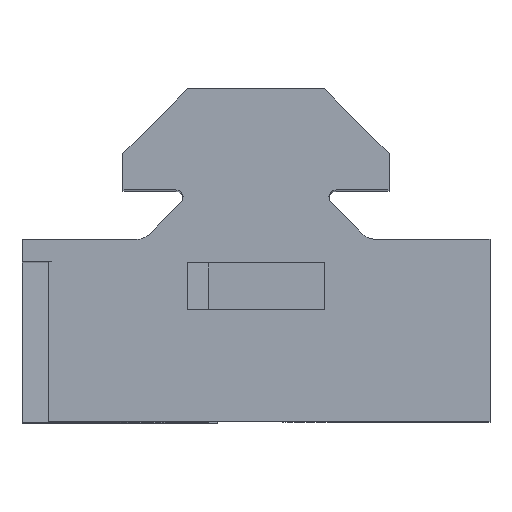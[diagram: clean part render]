
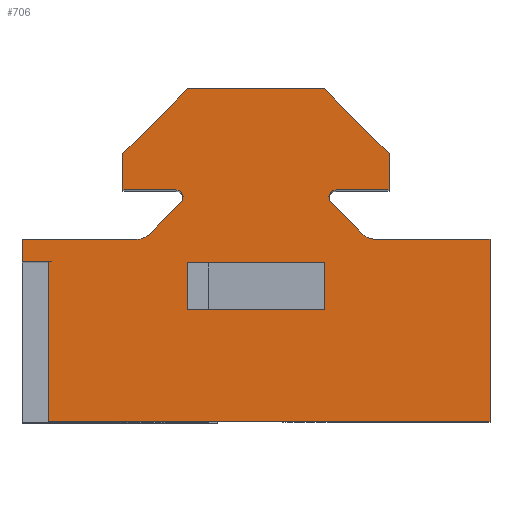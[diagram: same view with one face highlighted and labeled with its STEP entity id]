
A CAD part, top view. The second image highlights one B-rep face of the part: STEP entity #706.
In plain terms, the highlighted planar face has unit normal (0, 0, 1).
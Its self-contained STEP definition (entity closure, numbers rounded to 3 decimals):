
#32=FACE_BOUND('',#133,.T.);
#47=CIRCLE('',#756,0.707);
#48=CIRCLE('',#759,0.3);
#49=CIRCLE('',#768,0.3);
#50=CIRCLE('',#771,0.881);
#87=FACE_OUTER_BOUND('',#132,.T.);
#132=EDGE_LOOP('',(#618,#619,#620,#621,#622,#623,#624,#625,#626,#627,#628,
#629,#630,#631,#632,#633,#634,#635,#636,#637));
#133=EDGE_LOOP('',(#638,#639,#640,#641));
#140=LINE('',#982,#218);
#142=LINE('',#988,#220);
#145=LINE('',#994,#223);
#148=LINE('',#1000,#226);
#155=LINE('',#1033,#233);
#164=LINE('',#1051,#242);
#180=LINE('',#1091,#258);
#184=LINE('',#1098,#262);
#185=LINE('',#1102,#263);
#188=LINE('',#1110,#266);
#191=LINE('',#1118,#269);
#193=LINE('',#1122,#271);
#195=LINE('',#1126,#273);
#197=LINE('',#1130,#275);
#199=LINE('',#1134,#277);
#201=LINE('',#1138,#279);
#203=LINE('',#1142,#281);
#206=LINE('',#1150,#284);
#209=LINE('',#1158,#287);
#211=LINE('',#1161,#289);
#218=VECTOR('',#788,10.);
#220=VECTOR('',#794,10.);
#223=VECTOR('',#799,10.);
#226=VECTOR('',#806,10.);
#233=VECTOR('',#843,10.);
#242=VECTOR('',#856,10.);
#258=VECTOR('',#884,10.);
#262=VECTOR('',#892,10.);
#263=VECTOR('',#897,10.);
#266=VECTOR('',#906,10.);
#269=VECTOR('',#915,10.);
#271=VECTOR('',#919,10.);
#273=VECTOR('',#923,10.);
#275=VECTOR('',#927,10.);
#277=VECTOR('',#931,10.);
#279=VECTOR('',#935,10.);
#281=VECTOR('',#939,10.);
#284=VECTOR('',#948,10.);
#287=VECTOR('',#957,10.);
#289=VECTOR('',#961,10.);
#295=VERTEX_POINT('',#979);
#296=VERTEX_POINT('',#981);
#298=VERTEX_POINT('',#987);
#300=VERTEX_POINT('',#993);
#310=VERTEX_POINT('',#1029);
#312=VERTEX_POINT('',#1032);
#319=VERTEX_POINT('',#1050);
#337=VERTEX_POINT('',#1090);
#338=VERTEX_POINT('',#1096);
#339=VERTEX_POINT('',#1101);
#340=VERTEX_POINT('',#1105);
#341=VERTEX_POINT('',#1109);
#342=VERTEX_POINT('',#1113);
#343=VERTEX_POINT('',#1117);
#344=VERTEX_POINT('',#1121);
#345=VERTEX_POINT('',#1125);
#346=VERTEX_POINT('',#1129);
#347=VERTEX_POINT('',#1133);
#348=VERTEX_POINT('',#1137);
#349=VERTEX_POINT('',#1141);
#350=VERTEX_POINT('',#1145);
#351=VERTEX_POINT('',#1149);
#352=VERTEX_POINT('',#1153);
#353=VERTEX_POINT('',#1157);
#360=EDGE_CURVE('',#296,#295,#140,.T.);
#363=EDGE_CURVE('',#298,#296,#142,.T.);
#366=EDGE_CURVE('',#300,#298,#145,.T.);
#370=EDGE_CURVE('',#295,#300,#148,.T.);
#385=EDGE_CURVE('',#312,#310,#155,.T.);
#394=EDGE_CURVE('',#319,#312,#164,.T.);
#414=EDGE_CURVE('',#337,#319,#180,.T.);
#418=EDGE_CURVE('',#310,#338,#184,.T.);
#419=EDGE_CURVE('',#339,#337,#185,.T.);
#421=EDGE_CURVE('',#340,#339,#47,.T.);
#423=EDGE_CURVE('',#341,#340,#188,.T.);
#425=EDGE_CURVE('',#342,#341,#48,.T.);
#427=EDGE_CURVE('',#343,#342,#191,.T.);
#429=EDGE_CURVE('',#344,#343,#193,.T.);
#431=EDGE_CURVE('',#345,#344,#195,.T.);
#433=EDGE_CURVE('',#346,#345,#197,.T.);
#435=EDGE_CURVE('',#347,#346,#199,.T.);
#437=EDGE_CURVE('',#348,#347,#201,.T.);
#439=EDGE_CURVE('',#349,#348,#203,.T.);
#441=EDGE_CURVE('',#350,#349,#49,.T.);
#443=EDGE_CURVE('',#351,#350,#206,.T.);
#445=EDGE_CURVE('',#352,#351,#50,.T.);
#447=EDGE_CURVE('',#353,#352,#209,.T.);
#449=EDGE_CURVE('',#338,#353,#211,.T.);
#618=ORIENTED_EDGE('',*,*,#385,.T.);
#619=ORIENTED_EDGE('',*,*,#418,.T.);
#620=ORIENTED_EDGE('',*,*,#449,.T.);
#621=ORIENTED_EDGE('',*,*,#447,.T.);
#622=ORIENTED_EDGE('',*,*,#445,.T.);
#623=ORIENTED_EDGE('',*,*,#443,.T.);
#624=ORIENTED_EDGE('',*,*,#441,.T.);
#625=ORIENTED_EDGE('',*,*,#439,.T.);
#626=ORIENTED_EDGE('',*,*,#437,.T.);
#627=ORIENTED_EDGE('',*,*,#435,.T.);
#628=ORIENTED_EDGE('',*,*,#433,.T.);
#629=ORIENTED_EDGE('',*,*,#431,.T.);
#630=ORIENTED_EDGE('',*,*,#429,.T.);
#631=ORIENTED_EDGE('',*,*,#427,.T.);
#632=ORIENTED_EDGE('',*,*,#425,.T.);
#633=ORIENTED_EDGE('',*,*,#423,.T.);
#634=ORIENTED_EDGE('',*,*,#421,.T.);
#635=ORIENTED_EDGE('',*,*,#419,.T.);
#636=ORIENTED_EDGE('',*,*,#414,.T.);
#637=ORIENTED_EDGE('',*,*,#394,.T.);
#638=ORIENTED_EDGE('',*,*,#360,.T.);
#639=ORIENTED_EDGE('',*,*,#370,.T.);
#640=ORIENTED_EDGE('',*,*,#366,.T.);
#641=ORIENTED_EDGE('',*,*,#363,.T.);
#669=PLANE('',#775);
#706=ADVANCED_FACE('',(#87,#32),#669,.T.);
#756=AXIS2_PLACEMENT_3D('',#1106,#901,#902);
#759=AXIS2_PLACEMENT_3D('',#1114,#910,#911);
#768=AXIS2_PLACEMENT_3D('',#1146,#943,#944);
#771=AXIS2_PLACEMENT_3D('',#1154,#952,#953);
#775=AXIS2_PLACEMENT_3D('',#1163,#964,#965);
#788=DIRECTION('',(-1.,0.,0.));
#794=DIRECTION('',(0.,-1.,0.));
#799=DIRECTION('',(1.,0.,0.));
#806=DIRECTION('',(0.,1.,0.));
#843=DIRECTION('',(0.,-1.,0.));
#856=DIRECTION('',(1.,0.,0.));
#884=DIRECTION('',(0.,-1.,0.));
#892=DIRECTION('',(1.,0.,0.));
#897=DIRECTION('',(-1.,0.,0.));
#901=DIRECTION('center_axis',(0.,0.,-1.));
#902=DIRECTION('ref_axis',(0.,-1.,0.));
#906=DIRECTION('',(-0.707,-0.707,0.));
#910=DIRECTION('center_axis',(0.,0.,-1.));
#911=DIRECTION('ref_axis',(0.707,-0.707,0.));
#915=DIRECTION('',(1.,0.,0.));
#919=DIRECTION('',(0.,-1.,0.));
#923=DIRECTION('',(-0.707,-0.707,0.));
#927=DIRECTION('',(-1.,0.,0.));
#931=DIRECTION('',(-0.707,0.707,0.));
#935=DIRECTION('',(0.,1.,0.));
#939=DIRECTION('',(1.,0.,0.));
#943=DIRECTION('center_axis',(0.,0.,-1.));
#944=DIRECTION('ref_axis',(0.,1.,0.));
#948=DIRECTION('',(-0.707,0.707,0.));
#952=DIRECTION('center_axis',(0.,0.,-1.));
#953=DIRECTION('ref_axis',(-0.826,-0.564,0.));
#957=DIRECTION('',(-1.,0.,0.));
#961=DIRECTION('',(0.,1.,0.));
#964=DIRECTION('center_axis',(0.,0.,1.));
#965=DIRECTION('ref_axis',(1.,0.,0.));
#979=CARTESIAN_POINT('',(-2.8,-12.95,35.));
#981=CARTESIAN_POINT('',(2.8,-12.95,35.));
#982=CARTESIAN_POINT('',(1.4,-12.95,35.));
#987=CARTESIAN_POINT('',(2.8,-11.05,35.));
#988=CARTESIAN_POINT('',(2.8,-10.9,35.));
#993=CARTESIAN_POINT('',(-2.8,-11.05,35.));
#994=CARTESIAN_POINT('',(-1.4,-11.05,35.));
#1000=CARTESIAN_POINT('',(-2.8,-11.85,35.));
#1029=CARTESIAN_POINT('',(-8.429,-17.5,35.));
#1032=CARTESIAN_POINT('',(-8.429,-11.,35.));
#1033=CARTESIAN_POINT('',(-8.429,-14.125,35.));
#1050=CARTESIAN_POINT('',(-9.5,-11.,35.));
#1051=CARTESIAN_POINT('',(0.,-11.,35.));
#1090=CARTESIAN_POINT('',(-9.5,-10.1,35.));
#1091=CARTESIAN_POINT('',(-9.5,-17.5,35.));
#1096=CARTESIAN_POINT('',(9.5,-17.5,35.));
#1098=CARTESIAN_POINT('',(9.5,-17.5,35.));
#1101=CARTESIAN_POINT('',(-4.831,-10.1,35.));
#1102=CARTESIAN_POINT('',(-9.5,-10.1,35.));
#1105=CARTESIAN_POINT('',(-4.331,-9.893,35.));
#1106=CARTESIAN_POINT('Origin',(-4.831,-9.393,35.));
#1109=CARTESIAN_POINT('',(-3.051,-8.612,35.));
#1110=CARTESIAN_POINT('',(-4.331,-9.893,35.));
#1113=CARTESIAN_POINT('',(-3.263,-8.1,35.));
#1114=CARTESIAN_POINT('Origin',(-3.263,-8.4,35.));
#1117=CARTESIAN_POINT('',(-5.4,-8.1,35.));
#1118=CARTESIAN_POINT('',(-3.263,-8.1,35.));
#1121=CARTESIAN_POINT('',(-5.4,-6.602,35.));
#1122=CARTESIAN_POINT('',(-5.4,-8.1,35.));
#1125=CARTESIAN_POINT('',(-2.798,-4.,35.));
#1126=CARTESIAN_POINT('',(-5.4,-6.602,35.));
#1129=CARTESIAN_POINT('',(2.798,-4.,35.));
#1130=CARTESIAN_POINT('',(-2.798,-4.,35.));
#1133=CARTESIAN_POINT('',(5.4,-6.602,35.));
#1134=CARTESIAN_POINT('',(2.798,-4.,35.));
#1137=CARTESIAN_POINT('',(5.4,-8.1,35.));
#1138=CARTESIAN_POINT('',(5.4,-6.602,35.));
#1141=CARTESIAN_POINT('',(3.263,-8.1,35.));
#1142=CARTESIAN_POINT('',(5.4,-8.1,35.));
#1145=CARTESIAN_POINT('',(3.051,-8.612,35.));
#1146=CARTESIAN_POINT('Origin',(3.263,-8.4,35.));
#1149=CARTESIAN_POINT('',(4.156,-9.718,35.));
#1150=CARTESIAN_POINT('',(3.051,-8.612,35.));
#1153=CARTESIAN_POINT('',(4.828,-10.1,35.));
#1154=CARTESIAN_POINT('Origin',(4.884,-9.221,35.));
#1157=CARTESIAN_POINT('',(9.5,-10.1,35.));
#1158=CARTESIAN_POINT('',(4.828,-10.1,35.));
#1161=CARTESIAN_POINT('',(9.5,-9.5,35.));
#1163=CARTESIAN_POINT('Origin',(0.,-10.75,35.));
